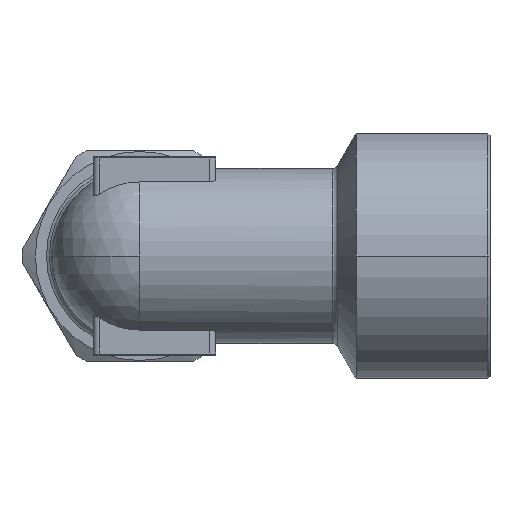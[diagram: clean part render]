
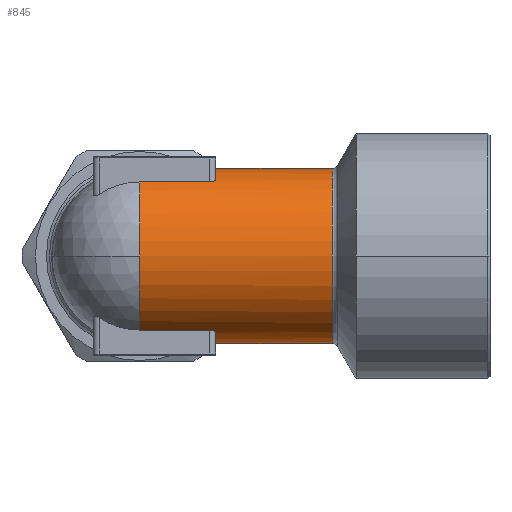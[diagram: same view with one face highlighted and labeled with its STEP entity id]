
A CAD part, left-side view. The second image highlights one B-rep face of the part: STEP entity #845.
In plain terms, the highlighted cylindrical face has radius 7.5 mm (diameter 15 mm), a partial arc.
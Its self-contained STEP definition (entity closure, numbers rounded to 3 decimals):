
#316 = AXIS2_PLACEMENT_3D ( 'NONE', #2309, #2310, #2311 ) ;
#385 = CIRCLE ( 'NONE', #397, 7.5 ) ;
#395 = VECTOR ( 'NONE', #1696, 1000. ) ;
#396 = VECTOR ( 'NONE', #1698, 1000. ) ;
#397 = AXIS2_PLACEMENT_3D ( 'NONE', #1707, #1708, #1709 ) ;
#409 = CIRCLE ( 'NONE', #427, 7.5 ) ;
#427 = AXIS2_PLACEMENT_3D ( 'NONE', #1787, #1788, #1789 ) ;
#434 = CIRCLE ( 'NONE', #435, 7.5 ) ;
#435 = AXIS2_PLACEMENT_3D ( 'NONE', #1832, #1833, #1834 ) ;
#566 = CIRCLE ( 'NONE', #567, 7.5 ) ;
#567 = AXIS2_PLACEMENT_3D ( 'NONE', #2907, #2908, #2909 ) ;
#580 = VECTOR ( 'NONE', #2929, 1000. ) ;
#589 = VECTOR ( 'NONE', #2976, 1000. ) ;
#689 = CIRCLE ( 'NONE', #695, 7.5 ) ;
#695 = AXIS2_PLACEMENT_3D ( 'NONE', #3343, #3344, #3345 ) ;
#845 = ADVANCED_FACE ( 'NONE', ( #2139 ), #2140, .T. ) ;
#904 = EDGE_CURVE ( 'NONE', #1970, #1969, #3775, .T. ) ;
#905 = EDGE_CURVE ( 'NONE', #1346, #1970, #2473, .T. ) ;
#906 = EDGE_CURVE ( 'NONE', #1971, #1960, #2474, .T. ) ;
#907 = EDGE_CURVE ( 'NONE', #1972, #1971, #3773, .T. ) ;
#908 = EDGE_CURVE ( 'NONE', #1471, #1972, #385, .T. ) ;
#928 = EDGE_CURVE ( 'NONE', #1960, #1352, #409, .T. ) ;
#938 = EDGE_CURVE ( 'NONE', #1969, #1340, #434, .T. ) ;
#1032 = EDGE_CURVE ( 'NONE', #1464, #1466, #566, .T. ) ;
#1039 = EDGE_CURVE ( 'NONE', #1464, #1471, #2575, .T. ) ;
#1050 = EDGE_CURVE ( 'NONE', #1466, #1340, #2579, .T. ) ;
#1140 = EDGE_CURVE ( 'NONE', #1352, #1346, #689, .T. ) ;
#1197 = ORIENTED_EDGE ( 'NONE', *, *, #904, .F. ) ;
#1198 = ORIENTED_EDGE ( 'NONE', *, *, #1140, .F. ) ;
#1199 = ORIENTED_EDGE ( 'NONE', *, *, #906, .F. ) ;
#1200 = ORIENTED_EDGE ( 'NONE', *, *, #928, .F. ) ;
#1201 = ORIENTED_EDGE ( 'NONE', *, *, #908, .F. ) ;
#1202 = ORIENTED_EDGE ( 'NONE', *, *, #907, .F. ) ;
#1257 = ORIENTED_EDGE ( 'NONE', *, *, #1039, .F. ) ;
#1258 = ORIENTED_EDGE ( 'NONE', *, *, #938, .F. ) ;
#1259 = ORIENTED_EDGE ( 'NONE', *, *, #1032, .T. ) ;
#1260 = ORIENTED_EDGE ( 'NONE', *, *, #1050, .T. ) ;
#1261 = ORIENTED_EDGE ( 'NONE', *, *, #905, .F. ) ;
#1340 = VERTEX_POINT ( 'NONE', #3433 ) ;
#1346 = VERTEX_POINT ( 'NONE', #3439 ) ;
#1352 = VERTEX_POINT ( 'NONE', #3445 ) ;
#1464 = VERTEX_POINT ( 'NONE', #3503 ) ;
#1466 = VERTEX_POINT ( 'NONE', #3505 ) ;
#1471 = VERTEX_POINT ( 'NONE', #3510 ) ;
#1507 = EDGE_LOOP ( 'NONE', ( #1257, #1259, #1260, #1258, #1197, #1261, #1198, #1200, #1199, #1202, #1201 ) ) ;
#1689 = CARTESIAN_POINT ( 'NONE',  ( -4., -6., 6.344 ) ) ;
#1690 = CARTESIAN_POINT ( 'NONE',  ( -4., -6.142, 6.344 ) ) ;
#1691 = CARTESIAN_POINT ( 'NONE',  ( -3.936, -6.276, 6.385 ) ) ;
#1692 = CARTESIAN_POINT ( 'NONE',  ( -3.748, -6.453, 6.498 ) ) ;
#1693 = CARTESIAN_POINT ( 'NONE',  ( -3.626, -6.5, 6.567 ) ) ;
#1694 = CARTESIAN_POINT ( 'NONE',  ( -3.5, -6.5, 6.633 ) ) ;
#1695 = CARTESIAN_POINT ( 'NONE',  ( -4., 7.845, 6.344 ) ) ;
#1696 = DIRECTION ( 'NONE',  ( 0., -1., 0. ) ) ;
#1697 = CARTESIAN_POINT ( 'NONE',  ( -4., 7.845, -6.344 ) ) ;
#1698 = DIRECTION ( 'NONE',  ( 0., 1., 0. ) ) ;
#1699 = CARTESIAN_POINT ( 'NONE',  ( -3.5, -6.5, -6.633 ) ) ;
#1700 = CARTESIAN_POINT ( 'NONE',  ( -3.625, -6.5, -6.568 ) ) ;
#1701 = CARTESIAN_POINT ( 'NONE',  ( -3.748, -6.453, -6.497 ) ) ;
#1702 = CARTESIAN_POINT ( 'NONE',  ( -3.889, -6.321, -6.413 ) ) ;
#1703 = CARTESIAN_POINT ( 'NONE',  ( -3.929, -6.266, -6.389 ) ) ;
#1704 = CARTESIAN_POINT ( 'NONE',  ( -3.984, -6.142, -6.354 ) ) ;
#1705 = CARTESIAN_POINT ( 'NONE',  ( -4., -6.071, -6.344 ) ) ;
#1706 = CARTESIAN_POINT ( 'NONE',  ( -4., -6., -6.344 ) ) ;
#1707 = CARTESIAN_POINT ( 'NONE',  ( 0., -6.5, 0. ) ) ;
#1708 = DIRECTION ( 'NONE',  ( 0., 1., 0. ) ) ;
#1709 = DIRECTION ( 'NONE',  ( -1., 0., 0. ) ) ;
#1787 = CARTESIAN_POINT ( 'NONE',  ( 0., 0., 0. ) ) ;
#1788 = DIRECTION ( 'NONE',  ( 0., 1., 0. ) ) ;
#1789 = DIRECTION ( 'NONE',  ( 0., 0., 1. ) ) ;
#1832 = CARTESIAN_POINT ( 'NONE',  ( 0., -6.5, 0. ) ) ;
#1833 = DIRECTION ( 'NONE',  ( 0., 1., 0. ) ) ;
#1834 = DIRECTION ( 'NONE',  ( -1., 0., 0. ) ) ;
#1960 = VERTEX_POINT ( 'NONE', #3522 ) ;
#1969 = VERTEX_POINT ( 'NONE', #3531 ) ;
#1970 = VERTEX_POINT ( 'NONE', #3532 ) ;
#1971 = VERTEX_POINT ( 'NONE', #3533 ) ;
#1972 = VERTEX_POINT ( 'NONE', #3534 ) ;
#2139 = FACE_OUTER_BOUND ( 'NONE', #1507, .T. ) ;
#2140 = CYLINDRICAL_SURFACE ( 'NONE', #316, 7.5 ) ;
#2309 = CARTESIAN_POINT ( 'NONE',  ( 0., 7.845, 0. ) ) ;
#2310 = DIRECTION ( 'NONE',  ( 0., 1., 0. ) ) ;
#2311 = DIRECTION ( 'NONE',  ( 0., 0., 1. ) ) ;
#2473 = LINE ( 'NONE', #1695, #395 ) ;
#2474 = LINE ( 'NONE', #1697, #396 ) ;
#2575 = LINE ( 'NONE', #2928, #580 ) ;
#2579 = LINE ( 'NONE', #2975, #589 ) ;
#2907 = CARTESIAN_POINT ( 'NONE',  ( 0., -16.5, 0. ) ) ;
#2908 = DIRECTION ( 'NONE',  ( 0., 1., 0. ) ) ;
#2909 = DIRECTION ( 'NONE',  ( 0., 0., 1. ) ) ;
#2928 = CARTESIAN_POINT ( 'NONE',  ( 0., 7.845, -7.5 ) ) ;
#2929 = DIRECTION ( 'NONE',  ( 0., 1., 0. ) ) ;
#2975 = CARTESIAN_POINT ( 'NONE',  ( 0., 7.845, 7.5 ) ) ;
#2976 = DIRECTION ( 'NONE',  ( 0., 1., 0. ) ) ;
#3343 = CARTESIAN_POINT ( 'NONE',  ( 0., 0., 0. ) ) ;
#3344 = DIRECTION ( 'NONE',  ( 0., 1., 0. ) ) ;
#3345 = DIRECTION ( 'NONE',  ( 0., 0., 1. ) ) ;
#3433 = CARTESIAN_POINT ( 'NONE',  ( 0., -6.5, 7.5 ) ) ;
#3439 = CARTESIAN_POINT ( 'NONE',  ( -4., 0., 6.344 ) ) ;
#3445 = CARTESIAN_POINT ( 'NONE',  ( -7.5, 0., 0. ) ) ;
#3503 = CARTESIAN_POINT ( 'NONE',  ( 0., -16.5, -7.5 ) ) ;
#3505 = CARTESIAN_POINT ( 'NONE',  ( 0., -16.5, 7.5 ) ) ;
#3510 = CARTESIAN_POINT ( 'NONE',  ( 0., -6.5, -7.5 ) ) ;
#3522 = CARTESIAN_POINT ( 'NONE',  ( -4., 0., -6.344 ) ) ;
#3531 = CARTESIAN_POINT ( 'NONE',  ( -3.5, -6.5, 6.633 ) ) ;
#3532 = CARTESIAN_POINT ( 'NONE',  ( -4., -6., 6.344 ) ) ;
#3533 = CARTESIAN_POINT ( 'NONE',  ( -4., -6., -6.344 ) ) ;
#3534 = CARTESIAN_POINT ( 'NONE',  ( -3.5, -6.5, -6.633 ) ) ;
#3773 = B_SPLINE_CURVE_WITH_KNOTS ( 'NONE', 3,
 ( #1699, #1700, #1701, #1702, #1703, #1704, #1705, #1706 ),
 .UNSPECIFIED., .F., .F.,
 ( 4, 2, 2, 4 ),
 ( 0.002, 0.003, 0.003, 0.003 ),
 .UNSPECIFIED. ) ;
#3775 = B_SPLINE_CURVE_WITH_KNOTS ( 'NONE', 3,
 ( #1689, #1690, #1691, #1692, #1693, #1694 ),
 .UNSPECIFIED., .F., .F.,
 ( 4, 2, 4 ),
 ( 0., 0., 0.001 ),
 .UNSPECIFIED. ) ;
